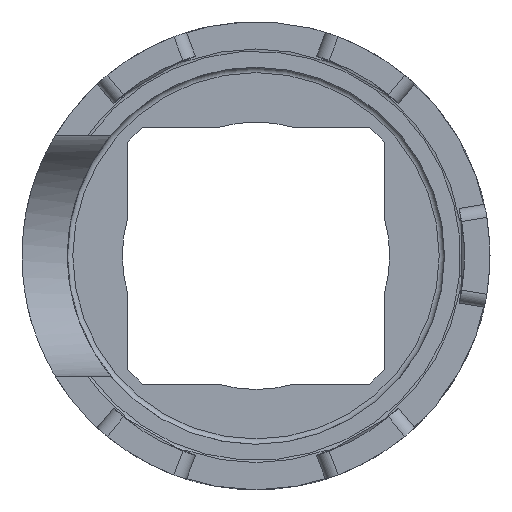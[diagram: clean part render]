
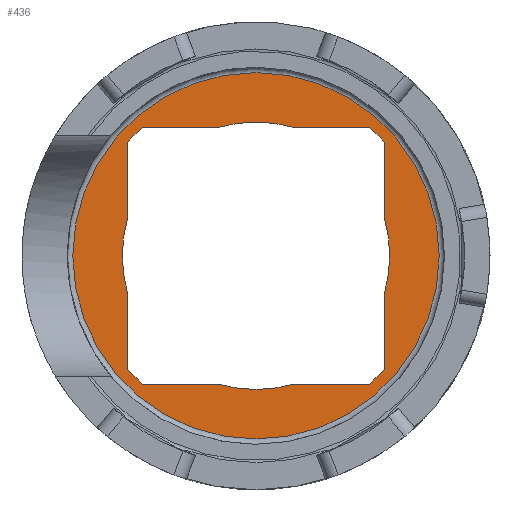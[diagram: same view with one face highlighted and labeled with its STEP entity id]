
A CAD part, left-side view. The second image highlights one B-rep face of the part: STEP entity #436.
In plain terms, the highlighted planar face has unit normal (-1, 0, 0).
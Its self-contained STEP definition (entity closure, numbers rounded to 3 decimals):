
#436 = ADVANCED_FACE( '', ( #903, #904 ), #905, .T. );
#903 = FACE_BOUND( '', #1396, .T. );
#904 = FACE_OUTER_BOUND( '', #1397, .T. );
#905 = PLANE( '', #1398 );
#1396 = EDGE_LOOP( '', ( #2701, #2702, #2703, #2704, #2705, #2706, #2707, #2708, #2709, #2710, #2711, #2712, #2713, #2714, #2715, #2716 ) );
#1397 = EDGE_LOOP( '', ( #2717 ) );
#1398 = AXIS2_PLACEMENT_3D( '', #2718, #2719, #2720 );
#2701 = ORIENTED_EDGE( '', *, *, #3583, .F. );
#2702 = ORIENTED_EDGE( '', *, *, #3406, .F. );
#2703 = ORIENTED_EDGE( '', *, *, #3481, .F. );
#2704 = ORIENTED_EDGE( '', *, *, #3102, .F. );
#2705 = ORIENTED_EDGE( '', *, *, #3118, .F. );
#2706 = ORIENTED_EDGE( '', *, *, #3498, .F. );
#2707 = ORIENTED_EDGE( '', *, *, #3542, .F. );
#2708 = ORIENTED_EDGE( '', *, *, #3493, .F. );
#2709 = ORIENTED_EDGE( '', *, *, #3439, .F. );
#2710 = ORIENTED_EDGE( '', *, *, #3584, .F. );
#2711 = ORIENTED_EDGE( '', *, *, #3357, .F. );
#2712 = ORIENTED_EDGE( '', *, *, #3562, .F. );
#2713 = ORIENTED_EDGE( '', *, *, #3454, .F. );
#2714 = ORIENTED_EDGE( '', *, *, #3463, .F. );
#2715 = ORIENTED_EDGE( '', *, *, #3292, .F. );
#2716 = ORIENTED_EDGE( '', *, *, #3055, .F. );
#2717 = ORIENTED_EDGE( '', *, *, #3245, .T. );
#2718 = CARTESIAN_POINT( '', ( -24., 0., 10. ) );
#2719 = DIRECTION( '', ( -1., 0., 0. ) );
#2720 = DIRECTION( '', ( 0., 0., 1. ) );
#3055 = EDGE_CURVE( '', #3681, #3677, #3683, .T. );
#3102 = EDGE_CURVE( '', #3764, #3760, #3766, .T. );
#3118 = EDGE_CURVE( '', #3794, #3764, #3795, .T. );
#3245 = EDGE_CURVE( '', #4002, #4002, #4003, .T. );
#3292 = EDGE_CURVE( '', #3677, #4072, #4073, .T. );
#3357 = EDGE_CURVE( '', #4176, #4177, #4178, .T. );
#3406 = EDGE_CURVE( '', #4246, #4247, #4248, .T. );
#3439 = EDGE_CURVE( '', #4292, #4293, #4294, .T. );
#3454 = EDGE_CURVE( '', #4314, #4315, #4316, .T. );
#3463 = EDGE_CURVE( '', #4072, #4314, #4328, .T. );
#3481 = EDGE_CURVE( '', #3760, #4246, #4349, .T. );
#3493 = EDGE_CURVE( '', #4293, #4362, #4365, .T. );
#3498 = EDGE_CURVE( '', #4370, #3794, #4371, .T. );
#3542 = EDGE_CURVE( '', #4362, #4370, #4429, .T. );
#3562 = EDGE_CURVE( '', #4315, #4176, #4452, .T. );
#3583 = EDGE_CURVE( '', #4247, #3681, #4474, .T. );
#3584 = EDGE_CURVE( '', #4177, #4292, #4475, .T. );
#3677 = VERTEX_POINT( '', #4592 );
#3681 = VERTEX_POINT( '', #4597 );
#3683 = CIRCLE( '', #4600, 10. );
#3760 = VERTEX_POINT( '', #4832 );
#3764 = VERTEX_POINT( '', #4837 );
#3766 = CIRCLE( '', #4840, 10. );
#3794 = VERTEX_POINT( '', #4876 );
#3795 = LINE( '', #4877, #4878 );
#4002 = VERTEX_POINT( '', #5396 );
#4003 = CIRCLE( '', #5397, 13.7 );
#4072 = VERTEX_POINT( '', #5543 );
#4073 = LINE( '', #5544, #5545 );
#4176 = VERTEX_POINT( '', #5926 );
#4177 = VERTEX_POINT( '', #5927 );
#4178 = LINE( '', #5928, #5929 );
#4246 = VERTEX_POINT( '', #6152 );
#4247 = VERTEX_POINT( '', #6153 );
#4248 = LINE( '', #6154, #6155 );
#4292 = VERTEX_POINT( '', #6248 );
#4293 = VERTEX_POINT( '', #6249 );
#4294 = LINE( '', #6250, #6251 );
#4314 = VERTEX_POINT( '', #6318 );
#4315 = VERTEX_POINT( '', #6319 );
#4316 = LINE( '', #6320, #6321 );
#4328 = LINE( '', #6379, #6380 );
#4349 = LINE( '', #6415, #6416 );
#4362 = VERTEX_POINT( '', #6434 );
#4365 = CIRCLE( '', #6438, 10. );
#4370 = VERTEX_POINT( '', #6445 );
#4371 = LINE( '', #6446, #6447 );
#4429 = LINE( '', #6527, #6528 );
#4452 = CIRCLE( '', #6613, 10. );
#4474 = LINE( '', #6644, #6645 );
#4475 = LINE( '', #6646, #6647 );
#4592 = CARTESIAN_POINT( '', ( -24., -2.8, -9.6 ) );
#4597 = CARTESIAN_POINT( '', ( -24., 2.8, -9.6 ) );
#4600 = AXIS2_PLACEMENT_3D( '', #6780, #6781, #6782 );
#4832 = CARTESIAN_POINT( '', ( -24., 9.6, -2.8 ) );
#4837 = CARTESIAN_POINT( '', ( -24., 9.6, 2.8 ) );
#4840 = AXIS2_PLACEMENT_3D( '', #6830, #6831, #6832 );
#4876 = CARTESIAN_POINT( '', ( -24., 9.6, 8.502 ) );
#4877 = CARTESIAN_POINT( '', ( -24., 9.6, 10. ) );
#4878 = VECTOR( '', #6853, 1000. );
#5396 = CARTESIAN_POINT( '', ( -24., 0., 13.7 ) );
#5397 = AXIS2_PLACEMENT_3D( '', #6978, #6979, #6980 );
#5543 = CARTESIAN_POINT( '', ( -24., -8.502, -9.6 ) );
#5544 = CARTESIAN_POINT( '', ( -24., 0., -9.6 ) );
#5545 = VECTOR( '', #7031, 1000. );
#5926 = CARTESIAN_POINT( '', ( -24., -9.6, 2.8 ) );
#5927 = CARTESIAN_POINT( '', ( -24., -9.6, 8.502 ) );
#5928 = CARTESIAN_POINT( '', ( -24., -9.6, 10. ) );
#5929 = VECTOR( '', #7123, 1000. );
#6152 = CARTESIAN_POINT( '', ( -24., 9.6, -8.502 ) );
#6153 = CARTESIAN_POINT( '', ( -24., 8.502, -9.6 ) );
#6154 = CARTESIAN_POINT( '', ( -24., 14.051, -4.051 ) );
#6155 = VECTOR( '', #7174, 1000. );
#6248 = CARTESIAN_POINT( '', ( -24., -8.502, 9.6 ) );
#6249 = CARTESIAN_POINT( '', ( -24., -2.8, 9.6 ) );
#6250 = CARTESIAN_POINT( '', ( -24., 0., 9.6 ) );
#6251 = VECTOR( '', #7208, 1000. );
#6318 = CARTESIAN_POINT( '', ( -24., -9.6, -8.502 ) );
#6319 = CARTESIAN_POINT( '', ( -24., -9.6, -2.8 ) );
#6320 = CARTESIAN_POINT( '', ( -24., -9.6, 10. ) );
#6321 = VECTOR( '', #7219, 1000. );
#6379 = CARTESIAN_POINT( '', ( -24., -14.051, -4.051 ) );
#6380 = VECTOR( '', #7224, 1000. );
#6415 = CARTESIAN_POINT( '', ( -24., 9.6, 10. ) );
#6416 = VECTOR( '', #7238, 1000. );
#6434 = CARTESIAN_POINT( '', ( -24., 2.8, 9.6 ) );
#6438 = AXIS2_PLACEMENT_3D( '', #7251, #7252, #7253 );
#6445 = CARTESIAN_POINT( '', ( -24., 8.502, 9.6 ) );
#6446 = CARTESIAN_POINT( '', ( -24., 4.051, 14.051 ) );
#6447 = VECTOR( '', #7256, 1000. );
#6527 = CARTESIAN_POINT( '', ( -24., 0., 9.6 ) );
#6528 = VECTOR( '', #7312, 1000. );
#6613 = AXIS2_PLACEMENT_3D( '', #7326, #7327, #7328 );
#6644 = CARTESIAN_POINT( '', ( -24., 0., -9.6 ) );
#6645 = VECTOR( '', #7347, 1000. );
#6646 = CARTESIAN_POINT( '', ( -24., -4.051, 14.051 ) );
#6647 = VECTOR( '', #7348, 1000. );
#6780 = CARTESIAN_POINT( '', ( -24., 0., 0. ) );
#6781 = DIRECTION( '', ( -1., 0., 0. ) );
#6782 = DIRECTION( '', ( 0., 0., 1. ) );
#6830 = CARTESIAN_POINT( '', ( -24., 0., 0. ) );
#6831 = DIRECTION( '', ( -1., 0., 0. ) );
#6832 = DIRECTION( '', ( 0., 0., 1. ) );
#6853 = DIRECTION( '', ( 0., 0., -1. ) );
#6978 = CARTESIAN_POINT( '', ( -24., 0., 0. ) );
#6979 = DIRECTION( '', ( -1., 0., 0. ) );
#6980 = DIRECTION( '', ( 0., 0., 1. ) );
#7031 = DIRECTION( '', ( 0., -1., 0. ) );
#7123 = DIRECTION( '', ( 0., 0., 1. ) );
#7174 = DIRECTION( '', ( 0., -0.707, -0.707 ) );
#7208 = DIRECTION( '', ( 0., 1., 0. ) );
#7219 = DIRECTION( '', ( 0., 0., 1. ) );
#7224 = DIRECTION( '', ( 0., -0.707, 0.707 ) );
#7238 = DIRECTION( '', ( 0., 0., -1. ) );
#7251 = CARTESIAN_POINT( '', ( -24., 0., 0. ) );
#7252 = DIRECTION( '', ( -1., 0., 0. ) );
#7253 = DIRECTION( '', ( 0., 0., 1. ) );
#7256 = DIRECTION( '', ( 0., 0.707, -0.707 ) );
#7312 = DIRECTION( '', ( 0., 1., 0. ) );
#7326 = CARTESIAN_POINT( '', ( -24., 0., 0. ) );
#7327 = DIRECTION( '', ( -1., 0., 0. ) );
#7328 = DIRECTION( '', ( 0., 0., 1. ) );
#7347 = DIRECTION( '', ( 0., -1., 0. ) );
#7348 = DIRECTION( '', ( 0., 0.707, 0.707 ) );
